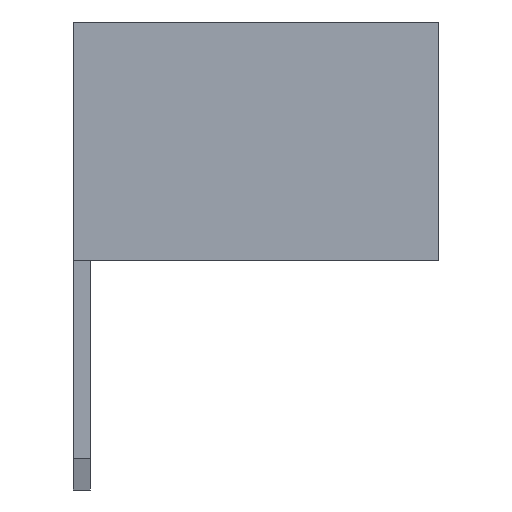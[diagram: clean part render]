
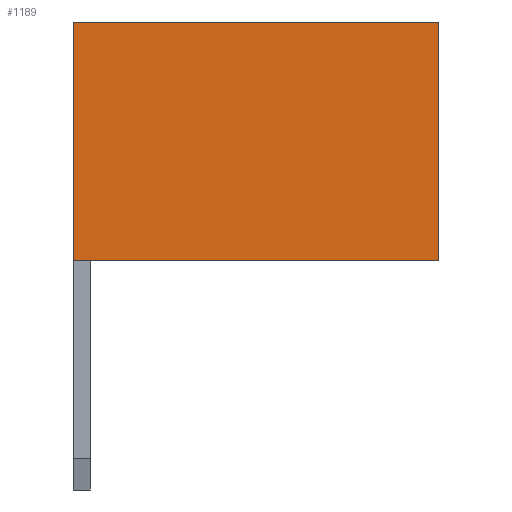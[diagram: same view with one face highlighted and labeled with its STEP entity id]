
A CAD part, left-side view. The second image highlights one B-rep face of the part: STEP entity #1189.
In plain terms, the highlighted planar face has unit normal (-1, 0, 0).
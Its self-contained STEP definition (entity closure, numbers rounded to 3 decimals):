
#1189=ADVANCED_FACE('',(#8185),#8187,.T.);
#8185=FACE_BOUND('',#8186,.T.);
#8186=EDGE_LOOP('',(#13779,#13780,#13781,#13782));
#8187=PLANE('',#8188);
#8188=AXIS2_PLACEMENT_3D('',#8189,#8190,#8191);
#8189=CARTESIAN_POINT('',(-1.,-4.2,0.));
#8190=DIRECTION('',(-1.,0.,0.));
#8191=DIRECTION('',(0.,0.,1.));
#13779=ORIENTED_EDGE('',*,*,#17633,.T.);
#13780=ORIENTED_EDGE('',*,*,#17844,.T.);
#13781=ORIENTED_EDGE('',*,*,#17534,.F.);
#13782=ORIENTED_EDGE('',*,*,#17843,.F.);
#17534=EDGE_CURVE('',#19898,#19900,#19901,.T.);
#17633=EDGE_CURVE('',#20040,#20041,#20042,.T.);
#17843=EDGE_CURVE('',#20040,#19898,#20389,.T.);
#17844=EDGE_CURVE('',#20041,#19900,#20390,.T.);
#19898=VERTEX_POINT('',#23860);
#19900=VERTEX_POINT('',#23864);
#19901=LINE('',#23865,#23866);
#20040=VERTEX_POINT('',#24202);
#20041=VERTEX_POINT('',#24203);
#20042=LINE('',#24204,#24205);
#20389=LINE('',#24971,#24972);
#20390=LINE('',#24974,#24975);
#23860=CARTESIAN_POINT('',(-1.,0.1,0.));
#23864=CARTESIAN_POINT('',(-1.,0.1,2.8));
#23865=CARTESIAN_POINT('',(-1.,0.1,0.));
#23866=VECTOR('',#23867,1.);
#23867=DIRECTION('',(0.,0.,1.));
#24202=CARTESIAN_POINT('',(-1.,-4.2,0.));
#24203=CARTESIAN_POINT('',(-1.,-4.2,2.8));
#24204=CARTESIAN_POINT('',(-1.,-4.2,0.));
#24205=VECTOR('',#24206,1.);
#24206=DIRECTION('',(0.,0.,1.));
#24971=CARTESIAN_POINT('',(-1.,-4.2,0.));
#24972=VECTOR('',#24973,1.);
#24973=DIRECTION('',(0.,1.,0.));
#24974=CARTESIAN_POINT('',(-1.,-4.2,2.8));
#24975=VECTOR('',#24976,1.);
#24976=DIRECTION('',(0.,1.,0.));
